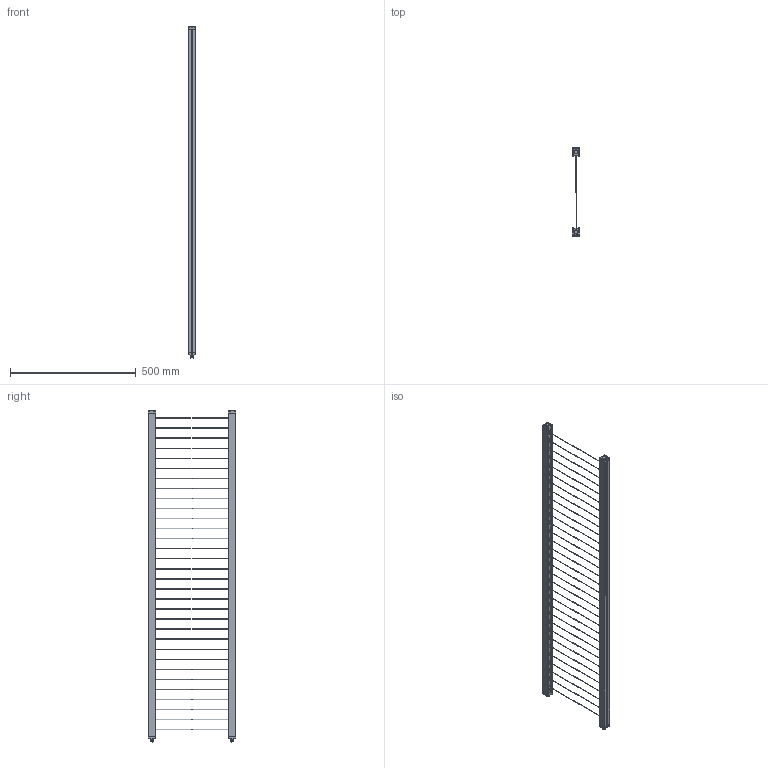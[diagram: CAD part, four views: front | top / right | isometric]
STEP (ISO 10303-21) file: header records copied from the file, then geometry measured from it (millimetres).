
FILE_DESCRIPTION (( 'STEP AP203' ), '1' );
FILE_NAME ('BML40-T3203.STEP', '2018-08-23T05:40:15', ( 'XiaZaiMa.COM' ), ( 'Win10NeT.COM' ), 'SwSTEP 2.0', 'SolidWorks 2016', '' );
FILE_SCHEMA (( 'CONFIG_CONTROL_DESIGN' ));
Length unit declared in the file: millimetre
Products named in the file (9): ____8; _GB_CROSS_SCREWS_TYPE1_M3X-9952; _GB_CROSS_SCREWS_TYPE1_M3X-3925; BML40-T1203; ZHUTI; _GB_CROSS_SCREWS_TYPE1_M3X-5009; BML30_____ASM; BML40-T3203; _GB_CROSS_SCREWS_TYPE1_M3-16157
Assembly tree (13 placements, depth 4):
  BML40-T3203
    BML40-T1203  x2
      BML30_____ASM
        _GB_CROSS_SCREWS_TYPE1_M3X-3925  x5
        _GB_CROSS_SCREWS_TYPE1_M3X-5009
        _GB_CROSS_SCREWS_TYPE1_M3X-9952
        _GB_CROSS_SCREWS_TYPE1_M3-16157
        ____8
        ZHUTI
Bounding box: 30.7 x 348.6 x 1321.31 mm (x, y, z)
Volume: 2064045.8 mm3; surface area: 448859.7 mm2
Topology: 20 solids, 20 shells, 1190 faces, 2926 edges, 1952 vertices
Faces by surface type: plane 620, cylinder 530, bspline 40
Entity records: 24912 total; most frequent: CARTESIAN_POINT 12128, DIRECTION 2427, ORIENTED_EDGE 2398, EDGE_CURVE 1199, AXIS2_PLACEMENT_3D 912, VERTEX_POINT 800, EDGE_LOOP 607, VECTOR 603
